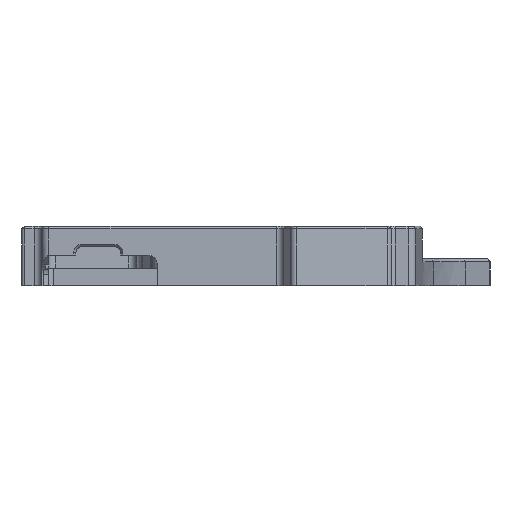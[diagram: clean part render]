
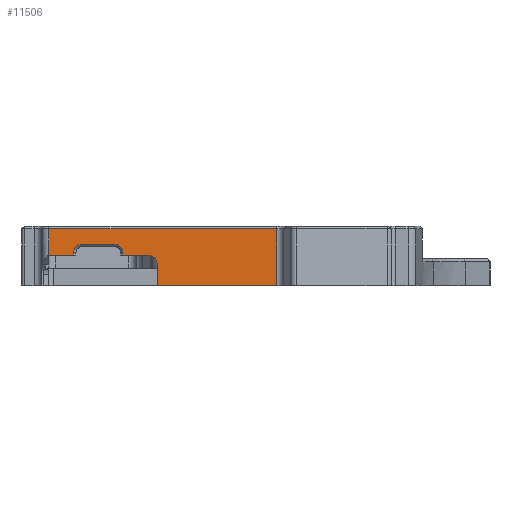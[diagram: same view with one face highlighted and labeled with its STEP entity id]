
A CAD part, left-side view. The second image highlights one B-rep face of the part: STEP entity #11506.
In plain terms, the highlighted planar face has unit normal (-1, 0, 0).
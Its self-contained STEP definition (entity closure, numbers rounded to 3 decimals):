
#718=CIRCLE('',#12384,1.7);
#719=CIRCLE('',#12385,1.7);
#720=CIRCLE('',#12386,2.);
#967=FACE_OUTER_BOUND('',#1652,.T.);
#1652=EDGE_LOOP('',(#8831,#8832,#8833,#8834,#8835,#8836,#8837,#8838,#8839,
#8840,#8841,#8842,#8843));
#2161=LINE('',#15775,#3441);
#2195=LINE('',#15914,#3475);
#2627=LINE('',#17210,#3907);
#2772=LINE('',#17622,#4052);
#2773=LINE('',#17624,#4053);
#2774=LINE('',#17626,#4054);
#2775=LINE('',#17628,#4055);
#2776=LINE('',#17632,#4056);
#2777=LINE('',#17636,#4057);
#2778=LINE('',#17638,#4058);
#3441=VECTOR('',#12834,10.);
#3475=VECTOR('',#12916,10.);
#3907=VECTOR('',#13848,10.);
#4052=VECTOR('',#14299,10.);
#4053=VECTOR('',#14302,10.);
#4054=VECTOR('',#14303,10.);
#4055=VECTOR('',#14304,10.);
#4056=VECTOR('',#14307,10.);
#4057=VECTOR('',#14310,10.);
#4058=VECTOR('',#14311,10.);
#4718=VERTEX_POINT('',#15772);
#4719=VERTEX_POINT('',#15774);
#4774=VERTEX_POINT('',#15912);
#5041=VERTEX_POINT('',#16629);
#5219=VERTEX_POINT('',#17200);
#5221=VERTEX_POINT('',#17206);
#5337=VERTEX_POINT('',#17625);
#5338=VERTEX_POINT('',#17627);
#5339=VERTEX_POINT('',#17629);
#5340=VERTEX_POINT('',#17631);
#5341=VERTEX_POINT('',#17633);
#5342=VERTEX_POINT('',#17635);
#5343=VERTEX_POINT('',#17637);
#5826=EDGE_CURVE('',#4719,#4718,#2161,.T.);
#5885=EDGE_CURVE('',#4774,#4718,#2195,.T.);
#6463=EDGE_CURVE('',#5219,#5221,#2627,.T.);
#6670=EDGE_CURVE('',#5221,#4774,#2772,.T.);
#6671=EDGE_CURVE('',#5041,#5219,#2773,.T.);
#6672=EDGE_CURVE('',#5041,#5337,#2774,.T.);
#6673=EDGE_CURVE('',#5338,#5337,#2775,.T.);
#6674=EDGE_CURVE('',#5339,#5338,#718,.T.);
#6675=EDGE_CURVE('',#5340,#5339,#2776,.T.);
#6676=EDGE_CURVE('',#5341,#5340,#719,.T.);
#6677=EDGE_CURVE('',#5342,#5341,#2777,.T.);
#6678=EDGE_CURVE('',#5342,#5343,#2778,.T.);
#6679=EDGE_CURVE('',#5343,#4719,#720,.T.);
#8831=ORIENTED_EDGE('',*,*,#6463,.F.);
#8832=ORIENTED_EDGE('',*,*,#6671,.F.);
#8833=ORIENTED_EDGE('',*,*,#6672,.T.);
#8834=ORIENTED_EDGE('',*,*,#6673,.F.);
#8835=ORIENTED_EDGE('',*,*,#6674,.F.);
#8836=ORIENTED_EDGE('',*,*,#6675,.F.);
#8837=ORIENTED_EDGE('',*,*,#6676,.F.);
#8838=ORIENTED_EDGE('',*,*,#6677,.F.);
#8839=ORIENTED_EDGE('',*,*,#6678,.T.);
#8840=ORIENTED_EDGE('',*,*,#6679,.T.);
#8841=ORIENTED_EDGE('',*,*,#5826,.T.);
#8842=ORIENTED_EDGE('',*,*,#5885,.F.);
#8843=ORIENTED_EDGE('',*,*,#6670,.F.);
#10983=PLANE('',#12383);
#11506=ADVANCED_FACE('',(#967),#10983,.T.);
#12383=AXIS2_PLACEMENT_3D('',#17623,#14300,#14301);
#12384=AXIS2_PLACEMENT_3D('',#17630,#14305,#14306);
#12385=AXIS2_PLACEMENT_3D('',#17634,#14308,#14309);
#12386=AXIS2_PLACEMENT_3D('',#17639,#14312,#14313);
#12834=DIRECTION('',(0.,0.,-1.));
#12916=DIRECTION('',(0.,1.,0.));
#13848=DIRECTION('',(0.,-1.,0.));
#14299=DIRECTION('',(0.,0.,-1.));
#14300=DIRECTION('center_axis',(-1.,0.,0.));
#14301=DIRECTION('ref_axis',(0.,-1.,0.));
#14302=DIRECTION('',(0.,0.,1.));
#14303=DIRECTION('',(0.,-1.,0.));
#14304=DIRECTION('',(0.,0.,-1.));
#14305=DIRECTION('center_axis',(-1.,0.,0.));
#14306=DIRECTION('ref_axis',(0.,0.,
1.));
#14307=DIRECTION('',(0.,1.,0.));
#14308=DIRECTION('center_axis',(-1.,0.,0.));
#14309=DIRECTION('ref_axis',(0.,-1.,0.));
#14310=DIRECTION('',(0.,0.,1.));
#14311=DIRECTION('',(0.,-1.,0.));
#14312=DIRECTION('center_axis',(1.,0.,0.));
#14313=DIRECTION('ref_axis',(0.,-1.,0.));
#15772=CARTESIAN_POINT('',(28.638,-72.1,-2.));
#15774=CARTESIAN_POINT('',(28.638,-72.1,2.395));
#15775=CARTESIAN_POINT('',(28.638,-72.1,1.198));
#15912=CARTESIAN_POINT('',(28.638,-97.261,-2.));
#15914=CARTESIAN_POINT('',(28.638,-98.604,-2.));
#16629=CARTESIAN_POINT('',(28.638,-49.155,4.395));
#17200=CARTESIAN_POINT('',(28.638,-49.155,10.));
#17206=CARTESIAN_POINT('',(28.638,-97.261,10.));
#17210=CARTESIAN_POINT('',(28.638,-70.376,10.));
#17622=CARTESIAN_POINT('',(28.638,-97.261,0.));
#17623=CARTESIAN_POINT('Origin',(28.638,-47.655,0.));
#17624=CARTESIAN_POINT('',(28.638,-49.155,0.));
#17625=CARTESIAN_POINT('',(28.638,-54.4,4.395));
#17626=CARTESIAN_POINT('',(28.638,-48.405,4.395));
#17627=CARTESIAN_POINT('',(28.638,-54.4,4.98));
#17628=CARTESIAN_POINT('',(28.638,-54.4,1.905));
#17629=CARTESIAN_POINT('',(28.638,-56.1,6.68));
#17630=CARTESIAN_POINT('Origin',(28.638,-56.1,4.98));
#17631=CARTESIAN_POINT('',(28.638,-63.1,6.68));
#17632=CARTESIAN_POINT('',(28.638,-51.878,6.68));
#17633=CARTESIAN_POINT('',(28.638,-64.8,4.98));
#17634=CARTESIAN_POINT('Origin',(28.638,-63.1,4.98));
#17635=CARTESIAN_POINT('',(28.638,-64.8,4.395));
#17636=CARTESIAN_POINT('',(28.638,-64.8,2.49));
#17637=CARTESIAN_POINT('',(28.638,-70.1,4.395));
#17638=CARTESIAN_POINT('',(28.638,-48.405,4.395));
#17639=CARTESIAN_POINT('Origin',(28.638,-70.1,2.395));
